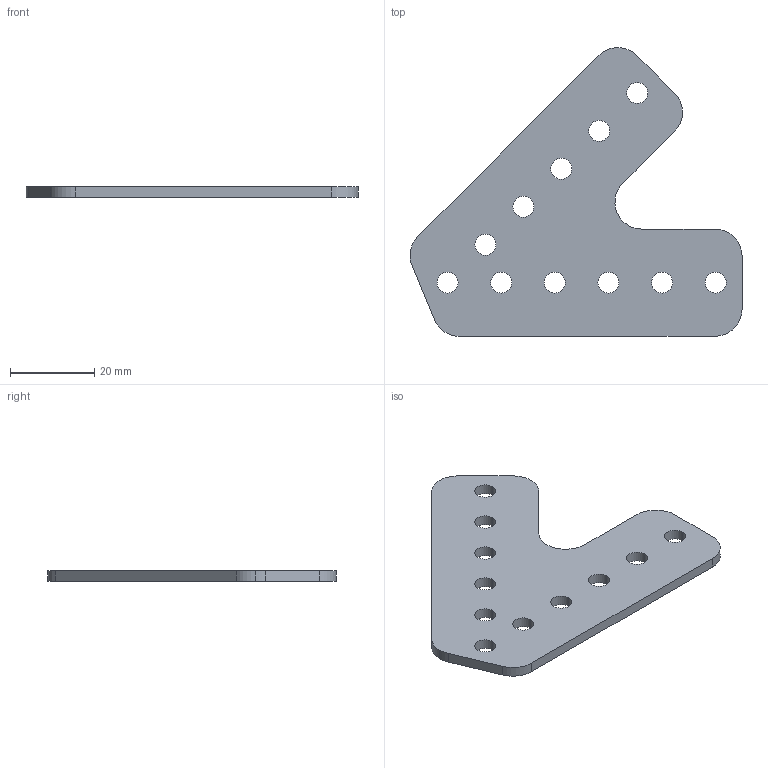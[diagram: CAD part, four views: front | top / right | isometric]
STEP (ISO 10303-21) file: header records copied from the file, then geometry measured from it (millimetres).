
FILE_DESCRIPTION (( 'STEP AP214' ), '1' );
FILE_NAME ('WCP-1058 Rev1.step', '2023-10-27T19:30:30', ( '' ), ( '' ), 'SwSTEP 2.0', 'SolidWorks 2022', '' );
FILE_SCHEMA (( 'AUTOMOTIVE_DESIGN' ));
Length unit declared in the file: inch
Products named in the file (1): WCP-1058 Rev1
Bounding box: 78.61 x 68.33 x 2.5 mm (x, y, z)
Volume: 7588.8 mm3; surface area: 7163.7 mm2
Topology: 1 solids, 1 shells, 39 faces, 111 edges, 74 vertices
Faces by surface type: cylinder 30, plane 9
Entity records: 1389 total; most frequent: DIRECTION 251, CARTESIAN_POINT 225, ORIENTED_EDGE 222, EDGE_CURVE 111, AXIS2_PLACEMENT_3D 100, VERTEX_POINT 74, EDGE_LOOP 61, CIRCLE 60
